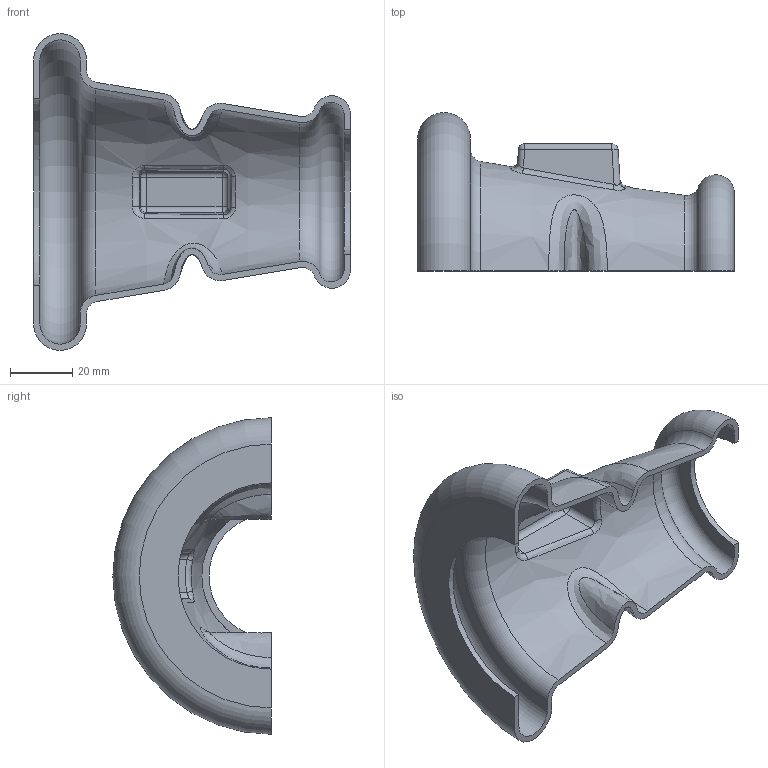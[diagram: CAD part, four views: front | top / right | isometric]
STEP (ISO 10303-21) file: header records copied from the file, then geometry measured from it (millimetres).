
FILE_DESCRIPTION (( 'STEP AP214' ), '1' );
FILE_NAME ('Tutorial 1.0.STEP', '2025-04-16T12:35:15', ( '' ), ( '' ), 'SwSTEP 2.0', 'SolidWorks 2025', '' );
FILE_SCHEMA (( 'AUTOMOTIVE_DESIGN' ));
Length unit declared in the file: millimetre
Products named in the file (1): Tutorial 1.0
Bounding box: 102 x 51 x 102 mm (x, y, z)
Volume: 31014.9 mm3; surface area: 31648.1 mm2
Topology: 1 solids, 1 shells, 78 faces, 182 edges, 108 vertices
Faces by surface type: bspline 24, cylinder 18, plane 18, torus 8, sphere 8, cone 2
Entity records: 4401 total; most frequent: CARTESIAN_POINT 2723, ORIENTED_EDGE 364, DIRECTION 330, EDGE_CURVE 182, AXIS2_PLACEMENT_3D 137, VERTEX_POINT 108, CIRCLE 82, EDGE_LOOP 80
